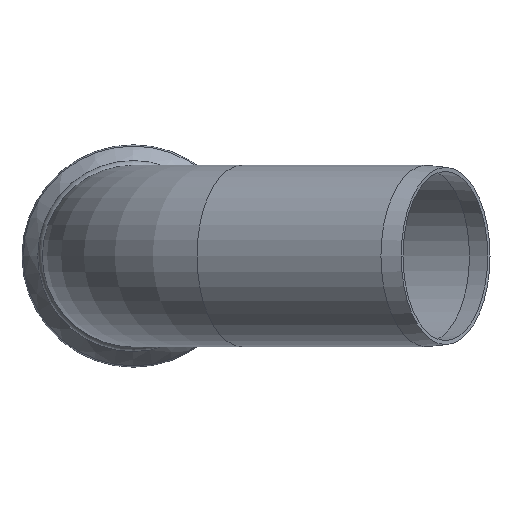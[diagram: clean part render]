
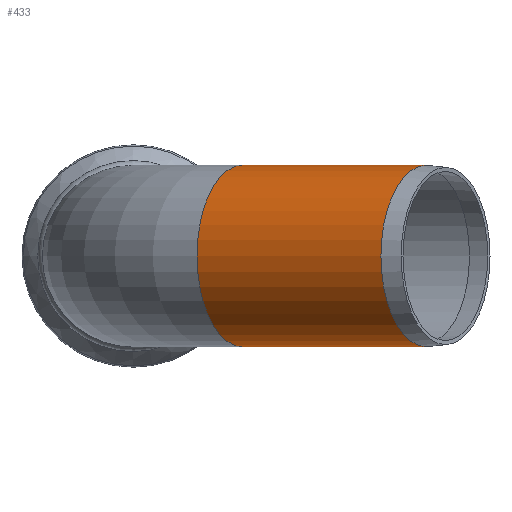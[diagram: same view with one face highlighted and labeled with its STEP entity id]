
A CAD part, left-side view. The second image highlights one B-rep face of the part: STEP entity #433.
In plain terms, the highlighted cylindrical face has radius 44.45 mm (diameter 88.9 mm), a full revolution.
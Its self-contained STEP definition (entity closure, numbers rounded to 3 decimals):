
#25=LINE('',#804,#37);
#37=VECTOR('',#613,44.45);
#46=CYLINDRICAL_SURFACE('',#496,44.45);
#66=FACE_OUTER_BOUND('',#87,.T.);
#87=EDGE_LOOP('',(#324,#325,#326,#327,#328,#329));
#124=CIRCLE('',#494,44.45);
#125=CIRCLE('',#495,44.45);
#126=CIRCLE('',#497,44.45);
#127=CIRCLE('',#498,44.45);
#181=VERTEX_POINT('',#795);
#182=VERTEX_POINT('',#796);
#183=VERTEX_POINT('',#801);
#184=VERTEX_POINT('',#802);
#237=EDGE_CURVE('',#181,#182,#124,.T.);
#238=EDGE_CURVE('',#182,#181,#125,.T.);
#240=EDGE_CURVE('',#183,#184,#126,.T.);
#241=EDGE_CURVE('',#184,#182,#25,.T.);
#242=EDGE_CURVE('',#184,#183,#127,.T.);
#324=ORIENTED_EDGE('',*,*,#240,.T.);
#325=ORIENTED_EDGE('',*,*,#241,.T.);
#326=ORIENTED_EDGE('',*,*,#238,.T.);
#327=ORIENTED_EDGE('',*,*,#237,.T.);
#328=ORIENTED_EDGE('',*,*,#241,.F.);
#329=ORIENTED_EDGE('',*,*,#242,.T.);
#433=ADVANCED_FACE('',(#66),#46,.T.);
#494=AXIS2_PLACEMENT_3D('',#797,#604,#605);
#495=AXIS2_PLACEMENT_3D('',#798,#606,#607);
#496=AXIS2_PLACEMENT_3D('',#800,#609,#610);
#497=AXIS2_PLACEMENT_3D('',#803,#611,#612);
#498=AXIS2_PLACEMENT_3D('',#805,#614,#615);
#604=DIRECTION('center_axis',(0.5,0.866,0.));
#605=DIRECTION('ref_axis',(0.866,-0.5,0.));
#606=DIRECTION('center_axis',(0.5,0.866,0.));
#607=DIRECTION('ref_axis',(0.866,-0.5,0.));
#609=DIRECTION('center_axis',(0.5,0.866,0.));
#610=DIRECTION('ref_axis',(-0.866,0.5,0.));
#611=DIRECTION('center_axis',(-0.5,-0.866,0.));
#612=DIRECTION('ref_axis',(0.,0.,-1.));
#613=DIRECTION('',(-0.5,-0.866,0.));
#614=DIRECTION('center_axis',(-0.5,-0.866,0.));
#615=DIRECTION('ref_axis',(0.,0.,-1.));
#795=CARTESIAN_POINT('',(-283.187,-121.389,0.));
#796=CARTESIAN_POINT('',(-206.197,-165.839,0.));
#797=CARTESIAN_POINT('Origin',(-244.692,-143.614,0.));
#798=CARTESIAN_POINT('Origin',(-244.692,-143.614,0.));
#800=CARTESIAN_POINT('Origin',(-218.678,-98.557,0.));
#801=CARTESIAN_POINT('',(-192.665,-53.5,44.45));
#802=CARTESIAN_POINT('',(-154.17,-75.725,0.));
#803=CARTESIAN_POINT('Origin',(-192.665,-53.5,0.));
#804=CARTESIAN_POINT('',(-180.184,-120.782,0.));
#805=CARTESIAN_POINT('Origin',(-192.665,-53.5,0.));
